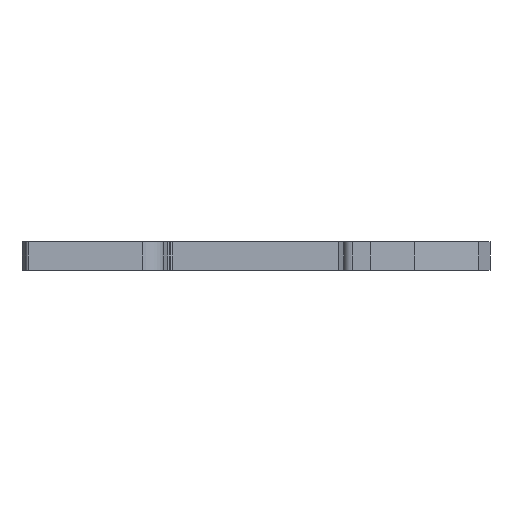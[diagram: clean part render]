
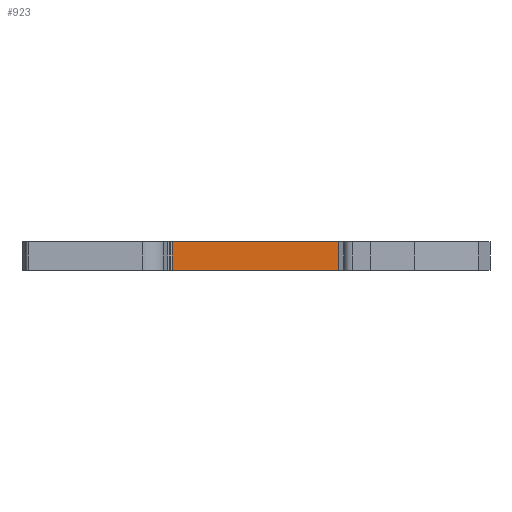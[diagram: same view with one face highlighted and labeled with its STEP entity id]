
A CAD part, front view. The second image highlights one B-rep face of the part: STEP entity #923.
In plain terms, the highlighted planar face has unit normal (0, -1, 0).
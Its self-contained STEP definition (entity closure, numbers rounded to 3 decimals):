
#923=ADVANCED_FACE('',(#1794),#1289,.F.);
#1289=PLANE('',#11361);
#1794=FACE_OUTER_BOUND('',#2340,.T.);
#2340=EDGE_LOOP('',(#5287,#5288,#5289,#5290,#5291));
#5287=ORIENTED_EDGE('',*,*,#8250,.T.);
#5288=ORIENTED_EDGE('',*,*,#8251,.F.);
#5289=ORIENTED_EDGE('',*,*,#8248,.F.);
#5290=ORIENTED_EDGE('',*,*,#8252,.F.);
#5291=ORIENTED_EDGE('',*,*,#6840,.T.);
#5812=VERTEX_POINT('',#14445);
#5813=VERTEX_POINT('',#14447);
#6731=VERTEX_POINT('',#18618);
#6732=VERTEX_POINT('',#18620);
#6733=VERTEX_POINT('',#18624);
#6840=EDGE_CURVE('',#5813,#5812,#8339,.T.);
#8248=EDGE_CURVE('',#6731,#6732,#9389,.T.);
#8250=EDGE_CURVE('',#5812,#6733,#9391,.T.);
#8251=EDGE_CURVE('',#6732,#6733,#9392,.T.);
#8252=EDGE_CURVE('',#5813,#6731,#9393,.T.);
#8339=LINE('',#14446,#9474);
#9389=LINE('',#18619,#10524);
#9391=LINE('',#18623,#10526);
#9392=LINE('',#18625,#10527);
#9393=LINE('',#18626,#10528);
#9474=VECTOR('',#11549,1.);
#10524=VECTOR('',#14133,1.);
#10526=VECTOR('',#14137,1.);
#10527=VECTOR('',#14138,1.);
#10528=VECTOR('',#14139,1.);
#11361=AXIS2_PLACEMENT_3D('',#18627,#14140,#14141);
#11549=DIRECTION('',(-1.,0.,0.));
#14133=DIRECTION('',(0.,0.,-1.));
#14137=DIRECTION('',(0.,0.,-1.));
#14138=DIRECTION('',(-1.,0.,0.));
#14139=DIRECTION('',(-0.966,0.,-0.259));
#14140=DIRECTION('',(0.,1.,0.));
#14141=DIRECTION('',(0.,0.,1.));
#14445=CARTESIAN_POINT('',(-14.98,0.3,0.));
#14446=CARTESIAN_POINT('',(12.014,0.3,0.));
#14447=CARTESIAN_POINT('',(15.,0.3,0.));
#18618=CARTESIAN_POINT('',(14.813,0.3,-0.05));
#18619=CARTESIAN_POINT('',(14.813,0.3,-0.05));
#18620=CARTESIAN_POINT('',(14.813,0.3,-5.1));
#18623=CARTESIAN_POINT('',(-14.98,0.3,-0.273));
#18624=CARTESIAN_POINT('',(-14.98,0.3,-5.1));
#18625=CARTESIAN_POINT('',(7.369,0.3,-5.1));
#18626=CARTESIAN_POINT('',(12.014,0.3,-0.8));
#18627=CARTESIAN_POINT('',(0.,0.3,0.));
